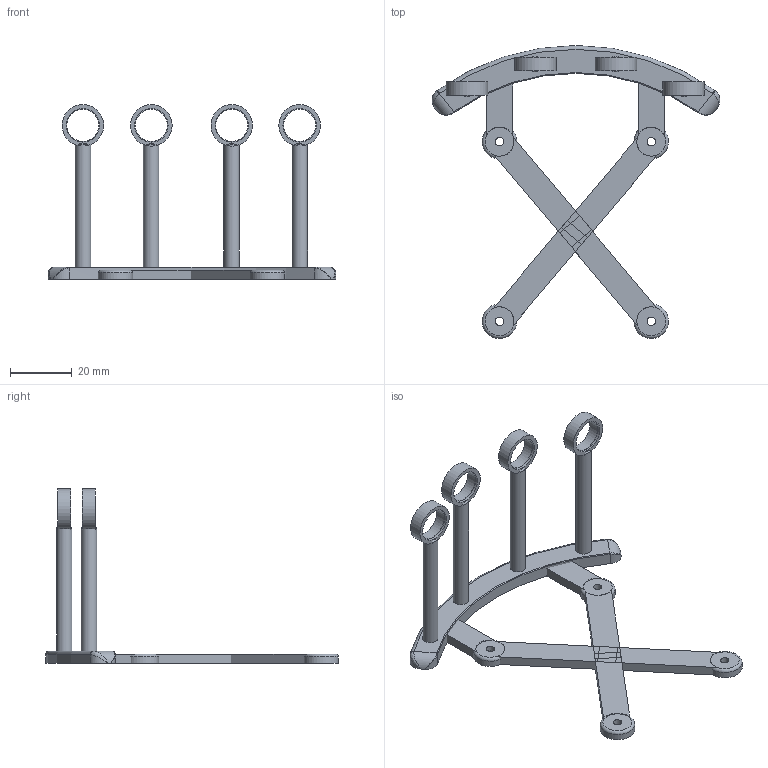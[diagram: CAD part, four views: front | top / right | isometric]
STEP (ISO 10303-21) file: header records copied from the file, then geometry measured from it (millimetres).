
FILE_DESCRIPTION(/* description */ (''),/* implementation_level */ '2;1');
FILE_NAME(/* name */ 'Pi Base v5.step',/* time_stamp */ '2019-03-03T12:28:22-05:00',/* author */ ('andrew.thompsonBJZCV'),/* organization */ (''),/* preprocessor_version */ 'ST-DEVELOPER v17.2',/* originating_system */ 'Autodesk Translation Framework v7.6.0.251',/* authorisation */ '');
FILE_SCHEMA (('AUTOMOTIVE_DESIGN { 1 0 10303 214 3 1 1 }'));
Length unit declared in the file: millimetre
Products named in the file (1): Pi Base
Bounding box: 92.93 x 94.61 x 56.47 mm (x, y, z)
Volume: 13008 mm3; surface area: 12474.7 mm2
Topology: 15 solids, 15 shells, 124 faces, 238 edges, 152 vertices
Faces by surface type: plane 60, cylinder 42, torus 12, bspline 6, cone 4
Full cylindrical faces by diameter (mm): 2.75 x4, 5 x4, 7 x4, 10.383 x4, 10.813 x4, 11.15 x4, 13.435 x4
Entity records: 3333 total; most frequent: CARTESIAN_POINT 667, DIRECTION 598, ORIENTED_EDGE 468, AXIS2_PLACEMENT_3D 249, EDGE_CURVE 234, EDGE_LOOP 152, VERTEX_POINT 152, FACE_OUTER_BOUND 124
